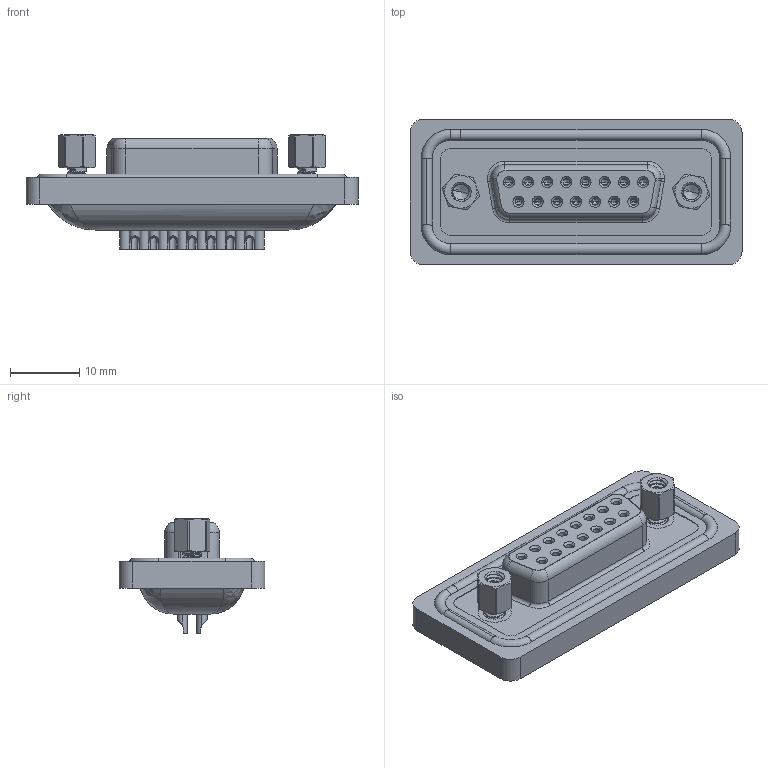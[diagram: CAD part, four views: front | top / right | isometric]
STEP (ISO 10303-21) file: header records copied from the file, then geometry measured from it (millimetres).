
FILE_DESCRIPTION (( 'STEP AP203' ), '1' );
FILE_NAME ('628-W15-222-012.STEP', '2024-03-21T19:33:13', ( '' ), ( '' ), 'SwSTEP 2.0', 'SolidWorks 2023', '' );
FILE_SCHEMA (( 'CONFIG_CONTROL_DESIGN' ));
Length unit declared in the file: millimetre
Products named in the file (8): 628W Contact Row 1_22; 628W Housing_15 Contacts; 628W 4-40 Hex Standoff; 628W Waterproof Housing_15 Contacts; 628W Shell Front_15 Contacts; 628W 4-40 Threaded Rivet; 628W Contact Row 2_22; 628-W15-222-012
Assembly tree (22 placements, depth 2):
  628-W15-222-012
    628W Housing_15 Contacts
    628W Shell Front_15 Contacts
    628W Contact Row 1_22  x8
    628W Contact Row 2_22  x7
    628W 4-40 Threaded Rivet  x2
    628W Waterproof Housing_15 Contacts
    628W 4-40 Hex Standoff  x2
Bounding box: 48 x 21.1 x 16.6 mm (x, y, z)
Volume: 6381.6 mm3; surface area: 9788.1 mm2
Topology: 23 solids, 23 shells, 1278 faces, 3210 edges, 2004 vertices
Faces by surface type: cylinder 565, plane 356, torus 170, cone 165, bspline 22
Entity records: 24358 total; most frequent: CARTESIAN_POINT 7932, DIRECTION 3355, ORIENTED_EDGE 3072, EDGE_CURVE 1536, AXIS2_PLACEMENT_3D 1382, VERTEX_POINT 981, EDGE_LOOP 769, CIRCLE 735
